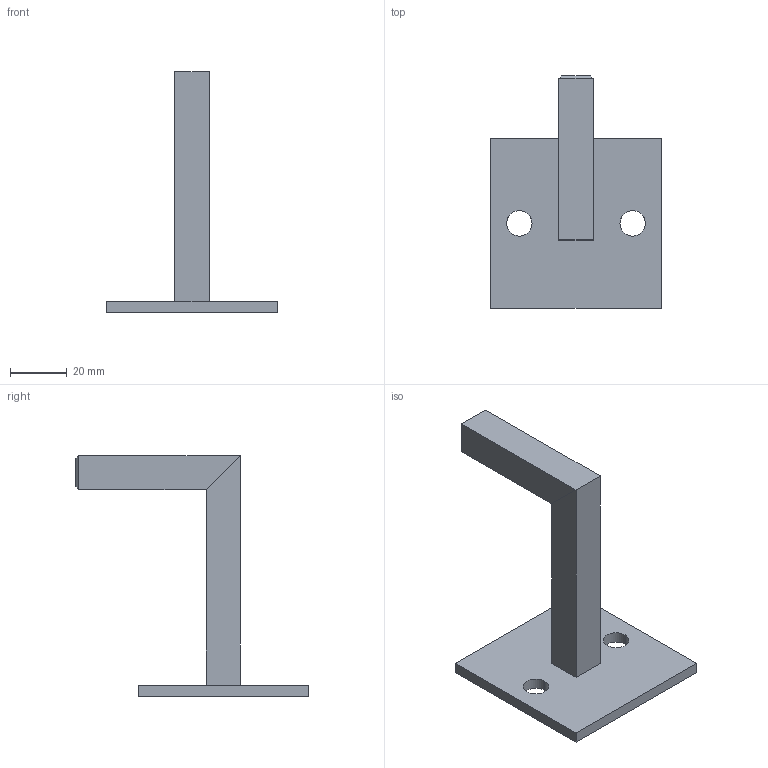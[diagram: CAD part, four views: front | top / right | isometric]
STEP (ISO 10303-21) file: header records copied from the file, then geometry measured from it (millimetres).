
FILE_DESCRIPTION (( 'STEP AP203' ), '1' );
FILE_NAME ('2507.step', '2022-01-26T07:46:30', ( '' ), ( '' ), 'SwSTEP 2.0', 'SolidWorks 2018', '' );
FILE_SCHEMA (( 'CONFIG_CONTROL_DESIGN' ));
Length unit declared in the file: millimetre
Products named in the file (2): 2507
Bounding box: 60 x 82 x 85 mm (x, y, z)
Volume: 32156 mm3; surface area: 14205 mm2
Topology: 1 solids, 1 shells, 182 faces, 481 edges, 318 vertices
Faces by surface type: plane 107, bspline 71, cylinder 4
Entity records: 9542 total; most frequent: CARTESIAN_POINT 5350, ORIENTED_EDGE 962, DIRECTION 573, EDGE_CURVE 481, VECTOR 331, LINE 331, VERTEX_POINT 318, EDGE_LOOP 203
